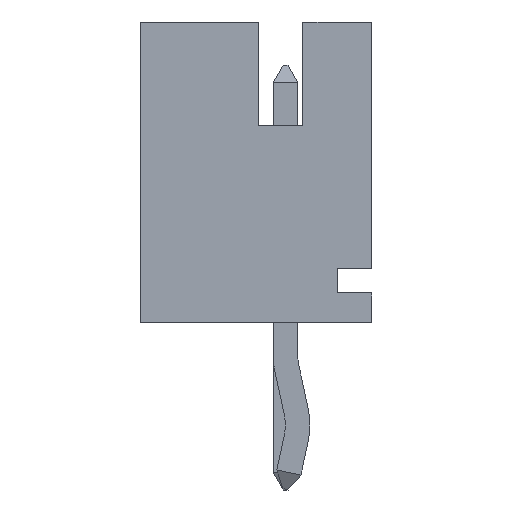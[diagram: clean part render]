
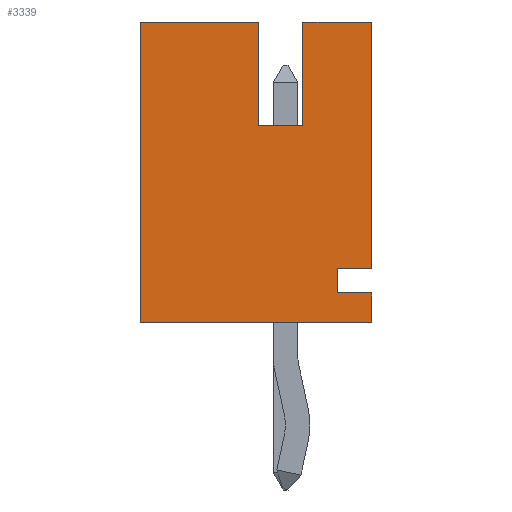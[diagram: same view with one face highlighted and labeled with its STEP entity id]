
A CAD part, left-side view. The second image highlights one B-rep face of the part: STEP entity #3339.
In plain terms, the highlighted planar face has unit normal (-1, 0, 0).
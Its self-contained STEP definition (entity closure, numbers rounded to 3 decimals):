
#396=ORIENTED_EDGE('',*,*,#1255,.F.);
#397=ORIENTED_EDGE('',*,*,#1256,.F.);
#398=ORIENTED_EDGE('',*,*,#1257,.F.);
#399=ORIENTED_EDGE('',*,*,#1258,.T.);
#400=ORIENTED_EDGE('',*,*,#1094,.T.);
#401=ORIENTED_EDGE('',*,*,#1207,.T.);
#402=ORIENTED_EDGE('',*,*,#1035,.T.);
#403=ORIENTED_EDGE('',*,*,#1259,.T.);
#404=ORIENTED_EDGE('',*,*,#1260,.T.);
#405=ORIENTED_EDGE('',*,*,#1261,.T.);
#406=ORIENTED_EDGE('',*,*,#1222,.T.);
#407=ORIENTED_EDGE('',*,*,#1219,.T.);
#1035=EDGE_CURVE('',#1509,#1508,#1820,.T.);
#1094=EDGE_CURVE('',#1567,#1566,#1879,.T.);
#1207=EDGE_CURVE('',#1566,#1509,#1992,.T.);
#1219=EDGE_CURVE('',#1645,#1644,#2004,.T.);
#1222=EDGE_CURVE('',#1647,#1645,#2007,.T.);
#1255=EDGE_CURVE('',#1674,#1644,#2040,.T.);
#1256=EDGE_CURVE('',#1675,#1674,#2041,.T.);
#1257=EDGE_CURVE('',#1676,#1675,#2042,.T.);
#1258=EDGE_CURVE('',#1676,#1567,#2043,.T.);
#1259=EDGE_CURVE('',#1508,#1677,#2044,.T.);
#1260=EDGE_CURVE('',#1677,#1678,#2045,.T.);
#1261=EDGE_CURVE('',#1678,#1647,#2046,.T.);
#1508=VERTEX_POINT('',#4560);
#1509=VERTEX_POINT('',#4562);
#1566=VERTEX_POINT('',#4678);
#1567=VERTEX_POINT('',#4680);
#1644=VERTEX_POINT('',#4922);
#1645=VERTEX_POINT('',#4924);
#1647=VERTEX_POINT('',#4930);
#1674=VERTEX_POINT('',#4994);
#1675=VERTEX_POINT('',#4996);
#1676=VERTEX_POINT('',#4998);
#1677=VERTEX_POINT('',#5001);
#1678=VERTEX_POINT('',#5003);
#1820=LINE('',#4561,#2287);
#1879=LINE('',#4679,#2346);
#1992=LINE('',#4898,#2459);
#2004=LINE('',#4923,#2471);
#2007=LINE('',#4929,#2474);
#2040=LINE('',#4993,#2507);
#2041=LINE('',#4995,#2508);
#2042=LINE('',#4997,#2509);
#2043=LINE('',#4999,#2510);
#2044=LINE('',#5000,#2511);
#2045=LINE('',#5002,#2512);
#2046=LINE('',#5004,#2513);
#2287=VECTOR('',#3708,1000.);
#2346=VECTOR('',#3769,1000.);
#2459=VECTOR('',#3954,1000.);
#2471=VECTOR('',#3976,1000.);
#2474=VECTOR('',#3981,1000.);
#2507=VECTOR('',#4022,1000.);
#2508=VECTOR('',#4023,1000.);
#2509=VECTOR('',#4024,1000.);
#2510=VECTOR('',#4025,1000.);
#2511=VECTOR('',#4026,1000.);
#2512=VECTOR('',#4027,1000.);
#2513=VECTOR('',#4028,1000.);
#2801=EDGE_LOOP('',(#396,#397,#398,#399,#400,#401,#402,#403,#404,#405,#406,
#407));
#2992=FACE_BOUND('',#2801,.T.);
#3172=PLANE('',#3548);
#3339=ADVANCED_FACE('',(#2992),#3172,.T.);
#3548=AXIS2_PLACEMENT_3D('',#4992,#4020,#4021);
#3708=DIRECTION('',(0.,0.,1.));
#3769=DIRECTION('',(0.,0.,-1.));
#3954=DIRECTION('',(0.,-1.,0.));
#3976=DIRECTION('',(0.,1.,0.));
#3981=DIRECTION('',(0.,0.,1.));
#4020=DIRECTION('',(-1.,0.,0.));
#4021=DIRECTION('',(0.,0.,1.));
#4022=DIRECTION('',(0.,0.,1.));
#4023=DIRECTION('',(0.,-1.,0.));
#4024=DIRECTION('',(0.,0.,-1.));
#4025=DIRECTION('',(0.,1.,0.));
#4026=DIRECTION('',(0.,1.,0.));
#4027=DIRECTION('',(0.,0.,1.));
#4028=DIRECTION('',(0.,-1.,0.));
#4560=CARTESIAN_POINT('',(-9.,-2.35,-2.45));
#4561=CARTESIAN_POINT('',(-9.,-2.35,-3.05));
#4562=CARTESIAN_POINT('',(-9.,-2.35,-3.05));
#4678=CARTESIAN_POINT('',(-9.,2.35,-3.05));
#4679=CARTESIAN_POINT('',(-9.,2.35,3.05));
#4680=CARTESIAN_POINT('',(-9.,2.35,3.05));
#4898=CARTESIAN_POINT('',(-9.,2.35,-3.05));
#4922=CARTESIAN_POINT('',(-9.,-0.95,3.05));
#4923=CARTESIAN_POINT('',(-9.,-2.35,3.05));
#4924=CARTESIAN_POINT('',(-9.,-2.35,3.05));
#4929=CARTESIAN_POINT('',(-9.,-2.35,-3.05));
#4930=CARTESIAN_POINT('',(-9.,-2.35,-1.95));
#4992=CARTESIAN_POINT('',(-9.,0.,0.));
#4993=CARTESIAN_POINT('',(-9.,-0.95,0.95));
#4994=CARTESIAN_POINT('',(-9.,-0.95,0.95));
#4995=CARTESIAN_POINT('',(-9.,-0.05,0.95));
#4996=CARTESIAN_POINT('',(-9.,-0.05,0.95));
#4997=CARTESIAN_POINT('',(-9.,-0.05,3.05));
#4998=CARTESIAN_POINT('',(-9.,-0.05,3.05));
#4999=CARTESIAN_POINT('',(-9.,-2.35,3.05));
#5000=CARTESIAN_POINT('',(-9.,0.,-2.45));
#5001=CARTESIAN_POINT('',(-9.,-1.65,-2.45));
#5002=CARTESIAN_POINT('',(-9.,-1.65,0.));
#5003=CARTESIAN_POINT('',(-9.,-1.65,-1.95));
#5004=CARTESIAN_POINT('',(-9.,0.,-1.95));
